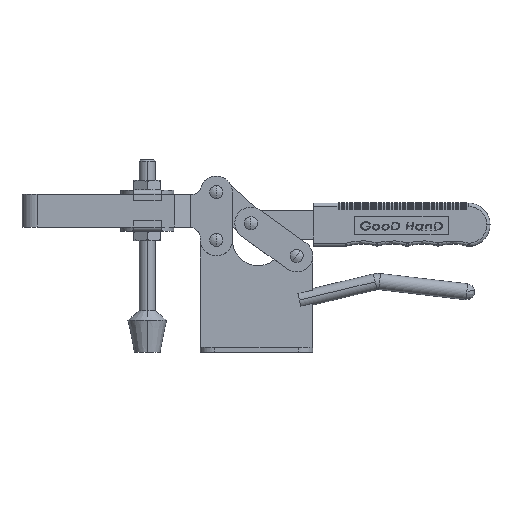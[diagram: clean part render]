
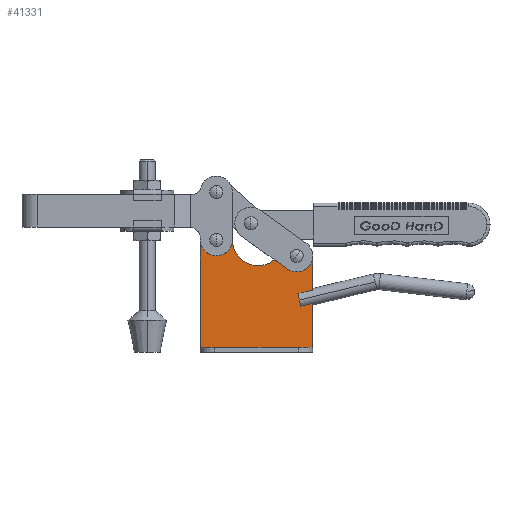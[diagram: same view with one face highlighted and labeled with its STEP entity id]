
A CAD part, top view. The second image highlights one B-rep face of the part: STEP entity #41331.
In plain terms, the highlighted planar face has unit normal (0, 0, 1).
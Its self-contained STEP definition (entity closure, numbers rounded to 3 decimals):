
#1166 = EDGE_CURVE ( 'NONE', #6056, #34370, #43233, .T. ) ;
#2178 = EDGE_CURVE ( 'NONE', #8355, #11886, #45135, .T. ) ;
#3265 = CARTESIAN_POINT ( 'NONE',  ( 0., 30., 3. ) ) ;
#4475 = EDGE_CURVE ( 'NONE', #43356, #11208, #10760, .T. ) ;
#5122 = DIRECTION ( 'NONE',  ( -1., 0., 0. ) ) ;
#5131 = AXIS2_PLACEMENT_3D ( 'NONE', #14071, #47569, #13348 ) ;
#5379 = CARTESIAN_POINT ( 'NONE',  ( -70., 35., 3. ) ) ;
#5904 = CARTESIAN_POINT ( 'NONE',  ( -70., 3., 3. ) ) ;
#6056 = VERTEX_POINT ( 'NONE', #31995 ) ;
#6303 = CIRCLE ( 'NONE', #5131, 3.165 ) ;
#6839 = ORIENTED_EDGE ( 'NONE', *, *, #46493, .T. ) ;
#7408 = ORIENTED_EDGE ( 'NONE', *, *, #54339, .T. ) ;
#8355 = VERTEX_POINT ( 'NONE', #5904 ) ;
#10760 = CIRCLE ( 'NONE', #27569, 3.165 ) ;
#10913 = CARTESIAN_POINT ( 'NONE',  ( -70., 3., 3. ) ) ;
#11208 = VERTEX_POINT ( 'NONE', #31670 ) ;
#11886 = VERTEX_POINT ( 'NONE', #43969 ) ;
#12241 = ORIENTED_EDGE ( 'NONE', *, *, #43472, .T. ) ;
#12493 = DIRECTION ( 'NONE',  ( 0., 0., -1. ) ) ;
#12768 = DIRECTION ( 'NONE',  ( 0., 0., -1. ) ) ;
#13065 = CARTESIAN_POINT ( 'NONE',  ( -13.165, 60., 3. ) ) ;
#13348 = DIRECTION ( 'NONE',  ( -1., 0., 0. ) ) ;
#13409 = FACE_OUTER_BOUND ( 'NONE', #19618, .T. ) ;
#14071 = CARTESIAN_POINT ( 'NONE',  ( -10., 60., 3. ) ) ;
#14722 = DIRECTION ( 'NONE',  ( -1., 0., 0. ) ) ;
#15113 = DIRECTION ( 'NONE',  ( 1., 0., 0. ) ) ;
#16002 = VERTEX_POINT ( 'NONE', #16950 ) ;
#16407 = LINE ( 'NONE', #3265, #39294 ) ;
#16820 = CARTESIAN_POINT ( 'NONE',  ( -6.835, 60., 3. ) ) ;
#16874 = ORIENTED_EDGE ( 'NONE', *, *, #48011, .T. ) ;
#16950 = CARTESIAN_POINT ( 'NONE',  ( 0., 60., 3. ) ) ;
#17276 = DIRECTION ( 'NONE',  ( -1., 0., 0. ) ) ;
#17471 = VERTEX_POINT ( 'NONE', #13065 ) ;
#18225 = DIRECTION ( 'NONE',  ( 0., -1., 0. ) ) ;
#19260 = VECTOR ( 'NONE', #18225, 1000. ) ;
#19317 = FACE_BOUND ( 'NONE', #25801, .T. ) ;
#19618 = EDGE_LOOP ( 'NONE', ( #26082, #49247, #7408, #44418, #6839, #21831 ) ) ;
#20304 = DIRECTION ( 'NONE',  ( -1., 0., 0. ) ) ;
#20687 = CARTESIAN_POINT ( 'NONE',  ( -10., 60., 3. ) ) ;
#21290 = DIRECTION ( 'NONE',  ( 0., 0., 1. ) ) ;
#21337 = AXIS2_PLACEMENT_3D ( 'NONE', #41584, #12493, #21453 ) ;
#21453 = DIRECTION ( 'NONE',  ( -1., 0., 0. ) ) ;
#21831 = ORIENTED_EDGE ( 'NONE', *, *, #50056, .T. ) ;
#23009 = ORIENTED_EDGE ( 'NONE', *, *, #32402, .T. ) ;
#23144 = VERTEX_POINT ( 'NONE', #16820 ) ;
#23177 = CIRCLE ( 'NONE', #29362, 3.165 ) ;
#23526 = AXIS2_PLACEMENT_3D ( 'NONE', #20687, #45378, #20304 ) ;
#23764 = AXIS2_PLACEMENT_3D ( 'NONE', #10913, #40192, #15113 ) ;
#23822 = LINE ( 'NONE', #5379, #19260 ) ;
#25357 = EDGE_LOOP ( 'NONE', ( #23009, #49743 ) ) ;
#25601 = DIRECTION ( 'NONE',  ( -1., 0., 0. ) ) ;
#25801 = EDGE_LOOP ( 'NONE', ( #12241, #16874 ) ) ;
#26082 = ORIENTED_EDGE ( 'NONE', *, *, #1166, .T. ) ;
#26408 = DIRECTION ( 'NONE',  ( 0., 0., -1. ) ) ;
#26840 = VECTOR ( 'NONE', #38056, 1000. ) ;
#27569 = AXIS2_PLACEMENT_3D ( 'NONE', #29398, #12768, #25601 ) ;
#29362 = AXIS2_PLACEMENT_3D ( 'NONE', #30578, #26408, #5122 ) ;
#29398 = CARTESIAN_POINT ( 'NONE',  ( -60., 70., 3. ) ) ;
#29630 = EDGE_CURVE ( 'NONE', #34370, #51707, #51735, .T. ) ;
#30578 = CARTESIAN_POINT ( 'NONE',  ( -60., 70., 3. ) ) ;
#31462 = CARTESIAN_POINT ( 'NONE',  ( -70., 70., 3. ) ) ;
#31670 = CARTESIAN_POINT ( 'NONE',  ( -63.165, 70., 3. ) ) ;
#31995 = CARTESIAN_POINT ( 'NONE',  ( -19.231, 63.846, 3. ) ) ;
#32244 = CIRCLE ( 'NONE', #44517, 10. ) ;
#32402 = EDGE_CURVE ( 'NONE', #11208, #43356, #23177, .T. ) ;
#34370 = VERTEX_POINT ( 'NONE', #37837 ) ;
#35541 = CARTESIAN_POINT ( 'NONE',  ( -60., 70., 3. ) ) ;
#35941 = PLANE ( 'NONE',  #23764 ) ;
#37837 = CARTESIAN_POINT ( 'NONE',  ( -50., 70., 3. ) ) ;
#37917 = CARTESIAN_POINT ( 'NONE',  ( -10., 60., 3. ) ) ;
#38056 = DIRECTION ( 'NONE',  ( 1., 0., 0. ) ) ;
#39294 = VECTOR ( 'NONE', #52922, 1000. ) ;
#39775 = DIRECTION ( 'NONE',  ( 0., 0., 1. ) ) ;
#40192 = DIRECTION ( 'NONE',  ( 0., 0., 1. ) ) ;
#41331 = ADVANCED_FACE ( 'NONE', ( #19317, #43488, #13409 ), #35941, .T. ) ;
#41459 = AXIS2_PLACEMENT_3D ( 'NONE', #35541, #39775, #14722 ) ;
#41584 = CARTESIAN_POINT ( 'NONE',  ( -34., 70., 3. ) ) ;
#42482 = CARTESIAN_POINT ( 'NONE',  ( -35., 3., 3. ) ) ;
#42618 = CIRCLE ( 'NONE', #23526, 3.165 ) ;
#43233 = CIRCLE ( 'NONE', #21337, 16. ) ;
#43356 = VERTEX_POINT ( 'NONE', #48905 ) ;
#43472 = EDGE_CURVE ( 'NONE', #17471, #23144, #42618, .T. ) ;
#43488 = FACE_BOUND ( 'NONE', #25357, .T. ) ;
#43969 = CARTESIAN_POINT ( 'NONE',  ( 0., 3., 3. ) ) ;
#44418 = ORIENTED_EDGE ( 'NONE', *, *, #2178, .T. ) ;
#44517 = AXIS2_PLACEMENT_3D ( 'NONE', #37917, #21290, #17276 ) ;
#45135 = LINE ( 'NONE', #42482, #26840 ) ;
#45378 = DIRECTION ( 'NONE',  ( 0., 0., -1. ) ) ;
#46493 = EDGE_CURVE ( 'NONE', #11886, #16002, #16407, .T. ) ;
#47569 = DIRECTION ( 'NONE',  ( 0., 0., -1. ) ) ;
#48011 = EDGE_CURVE ( 'NONE', #23144, #17471, #6303, .T. ) ;
#48905 = CARTESIAN_POINT ( 'NONE',  ( -56.835, 70., 3. ) ) ;
#49247 = ORIENTED_EDGE ( 'NONE', *, *, #29630, .T. ) ;
#49743 = ORIENTED_EDGE ( 'NONE', *, *, #4475, .T. ) ;
#50056 = EDGE_CURVE ( 'NONE', #16002, #6056, #32244, .T. ) ;
#51707 = VERTEX_POINT ( 'NONE', #31462 ) ;
#51735 = CIRCLE ( 'NONE', #41459, 10. ) ;
#52922 = DIRECTION ( 'NONE',  ( 0., 1., 0. ) ) ;
#54339 = EDGE_CURVE ( 'NONE', #51707, #8355, #23822, .T. ) ;
